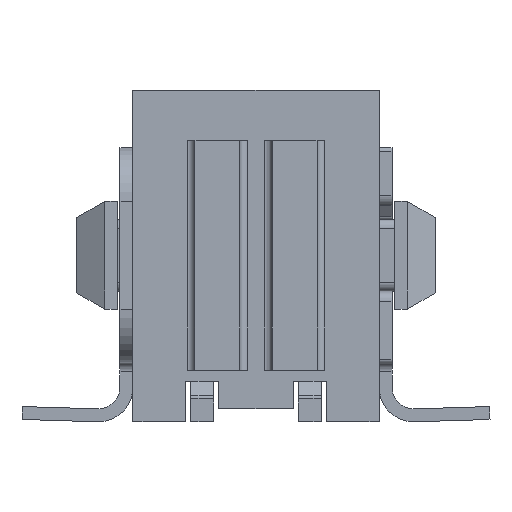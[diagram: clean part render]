
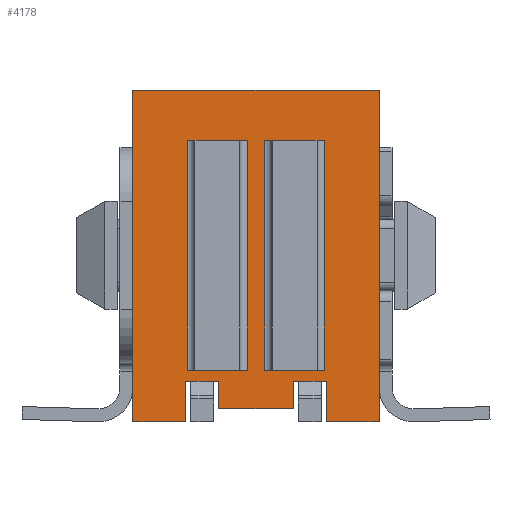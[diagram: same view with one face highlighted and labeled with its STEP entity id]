
A CAD part, front view. The second image highlights one B-rep face of the part: STEP entity #4178.
In plain terms, the highlighted planar face has unit normal (0, -1, 0).
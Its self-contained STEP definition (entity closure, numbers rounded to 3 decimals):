
#263=DIRECTION('',(0.,0.,-1.));
#264=VECTOR('',#263,9.24);
#265=CARTESIAN_POINT('',(-3.43,-3.43,0.));
#266=LINE('',#265,#264);
#445=DIRECTION('',(1.,0.,0.));
#446=VECTOR('',#445,1.65);
#447=CARTESIAN_POINT('',(-1.9,-3.43,-7.8));
#448=LINE('',#447,#446);
#449=DIRECTION('',(0.,0.,1.));
#450=VECTOR('',#449,6.4);
#451=CARTESIAN_POINT('',(-0.25,-3.43,-7.8));
#452=LINE('',#451,#450);
#453=DIRECTION('',(1.,0.,0.));
#454=VECTOR('',#453,1.65);
#455=CARTESIAN_POINT('',(-1.9,-3.43,-1.4));
#456=LINE('',#455,#454);
#457=DIRECTION('',(0.,0.,1.));
#458=VECTOR('',#457,6.4);
#459=CARTESIAN_POINT('',(-1.9,-3.43,-7.8));
#460=LINE('',#459,#458);
#461=DIRECTION('',(1.,0.,0.));
#462=VECTOR('',#461,1.65);
#463=CARTESIAN_POINT('',(0.25,-3.43,-7.8));
#464=LINE('',#463,#462);
#465=DIRECTION('',(0.,0.,1.));
#466=VECTOR('',#465,6.4);
#467=CARTESIAN_POINT('',(1.9,-3.43,-7.8));
#468=LINE('',#467,#466);
#469=DIRECTION('',(1.,0.,0.));
#470=VECTOR('',#469,1.65);
#471=CARTESIAN_POINT('',(0.25,-3.43,-1.4));
#472=LINE('',#471,#470);
#473=DIRECTION('',(0.,0.,1.));
#474=VECTOR('',#473,6.4);
#475=CARTESIAN_POINT('',(0.25,-3.43,-7.8));
#476=LINE('',#475,#474);
#477=DIRECTION('',(1.,0.,0.));
#478=VECTOR('',#477,0.145);
#479=CARTESIAN_POINT('',(1.035,-3.43,-8.11));
#480=LINE('',#479,#478);
#481=DIRECTION('',(0.,0.,1.));
#482=VECTOR('',#481,0.76);
#483=CARTESIAN_POINT('',(1.035,-3.43,-8.87));
#484=LINE('',#483,#482);
#485=DIRECTION('',(1.,0.,0.));
#486=VECTOR('',#485,2.07);
#487=CARTESIAN_POINT('',(-1.035,-3.43,-8.87));
#488=LINE('',#487,#486);
#489=DIRECTION('',(0.,0.,1.));
#490=VECTOR('',#489,0.76);
#491=CARTESIAN_POINT('',(-1.035,-3.43,-8.87));
#492=LINE('',#491,#490);
#493=DIRECTION('',(1.,0.,0.));
#494=VECTOR('',#493,0.145);
#495=CARTESIAN_POINT('',(-1.18,-3.43,-8.11));
#496=LINE('',#495,#494);
#497=DIRECTION('',(1.,0.,0.));
#498=VECTOR('',#497,0.64);
#499=CARTESIAN_POINT('',(-1.82,-3.43,-8.11));
#500=LINE('',#499,#498);
#501=DIRECTION('',(1.,0.,0.));
#502=VECTOR('',#501,0.145);
#503=CARTESIAN_POINT('',(-1.965,-3.43,-8.11));
#504=LINE('',#503,#502);
#505=DIRECTION('',(0.,0.,1.));
#506=VECTOR('',#505,1.13);
#507=CARTESIAN_POINT('',(-1.965,-3.43,-9.24));
#508=LINE('',#507,#506);
#509=DIRECTION('',(1.,0.,0.));
#510=VECTOR('',#509,6.86);
#511=CARTESIAN_POINT('',(-3.43,-3.43,0.));
#512=LINE('',#511,#510);
#513=DIRECTION('',(0.,0.,1.));
#514=VECTOR('',#513,1.13);
#515=CARTESIAN_POINT('',(1.965,-3.43,-9.24));
#516=LINE('',#515,#514);
#517=DIRECTION('',(1.,0.,0.));
#518=VECTOR('',#517,0.145);
#519=CARTESIAN_POINT('',(1.82,-3.43,-8.11));
#520=LINE('',#519,#518);
#521=DIRECTION('',(1.,0.,0.));
#522=VECTOR('',#521,0.64);
#523=CARTESIAN_POINT('',(1.18,-3.43,-8.11));
#524=LINE('',#523,#522);
#1226=DIRECTION('',(0.,0.,-1.));
#1227=VECTOR('',#1226,9.24);
#1228=CARTESIAN_POINT('',(3.43,-3.43,0.));
#1229=LINE('',#1228,#1227);
#1677=DIRECTION('',(1.,0.,0.));
#1678=VECTOR('',#1677,1.465);
#1679=CARTESIAN_POINT('',(-3.43,-3.43,-9.24));
#1680=LINE('',#1679,#1678);
#1685=DIRECTION('',(1.,0.,0.));
#1686=VECTOR('',#1685,1.465);
#1687=CARTESIAN_POINT('',(1.965,-3.43,-9.24));
#1688=LINE('',#1687,#1686);
#2981=CARTESIAN_POINT('',(-3.43,-3.43,0.));
#2983=VERTEX_POINT('',#2981);
#2984=CARTESIAN_POINT('',(-3.43,-3.43,-9.24));
#2985=VERTEX_POINT('',#2984);
#2997=CARTESIAN_POINT('',(3.43,-3.43,0.));
#2999=VERTEX_POINT('',#2997);
#3000=CARTESIAN_POINT('',(3.43,-3.43,-9.24));
#3001=VERTEX_POINT('',#3000);
#3056=CARTESIAN_POINT('',(-1.9,-3.43,-7.8));
#3057=CARTESIAN_POINT('',(-0.25,-3.43,-7.8));
#3058=VERTEX_POINT('',#3056);
#3059=VERTEX_POINT('',#3057);
#3060=CARTESIAN_POINT('',(0.25,-3.43,-7.8));
#3061=CARTESIAN_POINT('',(1.9,-3.43,-7.8));
#3062=VERTEX_POINT('',#3060);
#3063=VERTEX_POINT('',#3061);
#3064=CARTESIAN_POINT('',(-1.9,-3.43,-1.4));
#3065=CARTESIAN_POINT('',(-0.25,-3.43,-1.4));
#3066=VERTEX_POINT('',#3064);
#3067=VERTEX_POINT('',#3065);
#3068=CARTESIAN_POINT('',(0.25,-3.43,-1.4));
#3069=CARTESIAN_POINT('',(1.9,-3.43,-1.4));
#3070=VERTEX_POINT('',#3068);
#3071=VERTEX_POINT('',#3069);
#3096=CARTESIAN_POINT('',(-1.965,-3.43,-9.24));
#3097=CARTESIAN_POINT('',(-1.965,-3.43,-8.11));
#3098=VERTEX_POINT('',#3096);
#3099=VERTEX_POINT('',#3097);
#3117=CARTESIAN_POINT('',(-1.035,-3.43,-8.11));
#3119=VERTEX_POINT('',#3117);
#3144=CARTESIAN_POINT('',(-1.18,-3.43,-8.11));
#3146=VERTEX_POINT('',#3144);
#3184=CARTESIAN_POINT('',(-1.82,-3.43,-8.11));
#3185=VERTEX_POINT('',#3184);
#3402=CARTESIAN_POINT('',(1.965,-3.43,-9.24));
#3403=CARTESIAN_POINT('',(1.965,-3.43,-8.11));
#3404=VERTEX_POINT('',#3402);
#3405=VERTEX_POINT('',#3403);
#3424=CARTESIAN_POINT('',(1.035,-3.43,-8.11));
#3425=VERTEX_POINT('',#3424);
#3426=CARTESIAN_POINT('',(-1.035,-3.43,-8.87));
#3427=CARTESIAN_POINT('',(1.035,-3.43,-8.87));
#3428=VERTEX_POINT('',#3426);
#3429=VERTEX_POINT('',#3427);
#3848=CARTESIAN_POINT('',(1.18,-3.43,-8.11));
#3849=CARTESIAN_POINT('',(1.82,-3.43,-8.11));
#3850=VERTEX_POINT('',#3848);
#3851=VERTEX_POINT('',#3849);
#4125=CARTESIAN_POINT('',(-3.43,-3.43,0.));
#4126=DIRECTION('',(0.,-1.,0.));
#4127=DIRECTION('',(0.,0.,-1.));
#4128=AXIS2_PLACEMENT_3D('',#4125,#4126,#4127);
#4129=PLANE('',#4128);
#4130=ORIENTED_EDGE('',*,*,#4009,.F.);
#4132=ORIENTED_EDGE('',*,*,#4131,.F.);
#4134=ORIENTED_EDGE('',*,*,#4133,.F.);
#4136=ORIENTED_EDGE('',*,*,#4135,.T.);
#4137=ORIENTED_EDGE('',*,*,#4001,.F.);
#4139=ORIENTED_EDGE('',*,*,#4138,.F.);
#4140=ORIENTED_EDGE('',*,*,#3993,.F.);
#4141=ORIENTED_EDGE('',*,*,#4116,.F.);
#4143=ORIENTED_EDGE('',*,*,#4142,.F.);
#4144=ORIENTED_EDGE('',*,*,#3931,.F.);
#4146=ORIENTED_EDGE('',*,*,#4145,.T.);
#4148=ORIENTED_EDGE('',*,*,#4147,.T.);
#4150=ORIENTED_EDGE('',*,*,#4149,.F.);
#4152=ORIENTED_EDGE('',*,*,#4151,.T.);
#4153=ORIENTED_EDGE('',*,*,#4017,.F.);
#4155=ORIENTED_EDGE('',*,*,#4154,.F.);
#4156=EDGE_LOOP('',(#4130,#4132,#4134,#4136,#4137,#4139,#4140,#4141,#4143,#4144,
#4146,#4148,#4150,#4152,#4153,#4155));
#4157=FACE_OUTER_BOUND('',#4156,.F.);
#4159=ORIENTED_EDGE('',*,*,#4158,.T.);
#4161=ORIENTED_EDGE('',*,*,#4160,.T.);
#4163=ORIENTED_EDGE('',*,*,#4162,.F.);
#4165=ORIENTED_EDGE('',*,*,#4164,.F.);
#4166=EDGE_LOOP('',(#4159,#4161,#4163,#4165));
#4167=FACE_BOUND('',#4166,.F.);
#4169=ORIENTED_EDGE('',*,*,#4168,.T.);
#4171=ORIENTED_EDGE('',*,*,#4170,.T.);
#4173=ORIENTED_EDGE('',*,*,#4172,.F.);
#4175=ORIENTED_EDGE('',*,*,#4174,.F.);
#4176=EDGE_LOOP('',(#4169,#4171,#4173,#4175));
#4177=FACE_BOUND('',#4176,.F.);
#3931=EDGE_CURVE('',#2983,#2985,#266,.T.);
#3993=EDGE_CURVE('',#3099,#3185,#504,.T.);
#4001=EDGE_CURVE('',#3146,#3119,#496,.T.);
#4009=EDGE_CURVE('',#3425,#3850,#480,.T.);
#4017=EDGE_CURVE('',#3851,#3405,#520,.T.);
#4116=EDGE_CURVE('',#3098,#3099,#508,.T.);
#4131=EDGE_CURVE('',#3429,#3425,#484,.T.);
#4133=EDGE_CURVE('',#3428,#3429,#488,.T.);
#4135=EDGE_CURVE('',#3428,#3119,#492,.T.);
#4138=EDGE_CURVE('',#3185,#3146,#500,.T.);
#4142=EDGE_CURVE('',#2985,#3098,#1680,.T.);
#4145=EDGE_CURVE('',#2983,#2999,#512,.T.);
#4147=EDGE_CURVE('',#2999,#3001,#1229,.T.);
#4149=EDGE_CURVE('',#3404,#3001,#1688,.T.);
#4151=EDGE_CURVE('',#3404,#3405,#516,.T.);
#4154=EDGE_CURVE('',#3850,#3851,#524,.T.);
#4158=EDGE_CURVE('',#3062,#3063,#464,.T.);
#4160=EDGE_CURVE('',#3063,#3071,#468,.T.);
#4162=EDGE_CURVE('',#3070,#3071,#472,.T.);
#4164=EDGE_CURVE('',#3062,#3070,#476,.T.);
#4168=EDGE_CURVE('',#3058,#3059,#448,.T.);
#4170=EDGE_CURVE('',#3059,#3067,#452,.T.);
#4172=EDGE_CURVE('',#3066,#3067,#456,.T.);
#4174=EDGE_CURVE('',#3058,#3066,#460,.T.);
#4178=ADVANCED_FACE('',(#4157,#4167,#4177),#4129,.T.);
